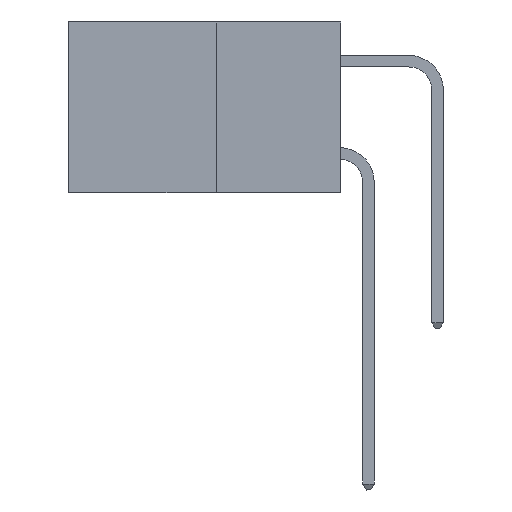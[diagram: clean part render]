
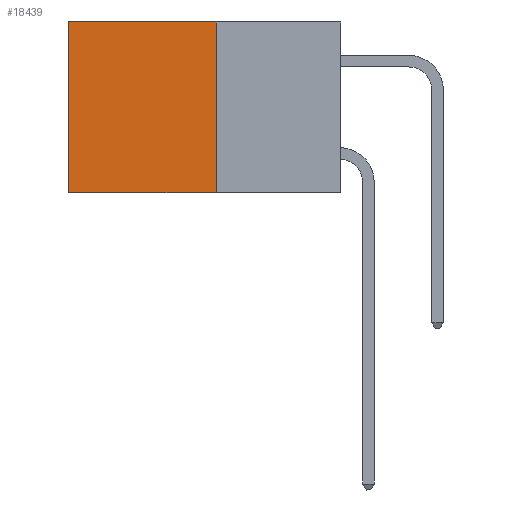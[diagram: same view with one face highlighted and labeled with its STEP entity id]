
A CAD part, left-side view. The second image highlights one B-rep face of the part: STEP entity #18439.
In plain terms, the highlighted planar face has unit normal (-1, 0, 0).
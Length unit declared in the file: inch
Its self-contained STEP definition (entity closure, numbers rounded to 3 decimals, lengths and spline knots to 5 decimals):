
#319 = VECTOR ( 'NONE', #8108, 39.37008 ) ;
#1017 = LINE ( 'NONE', #27090, #319 ) ;
#1533 = VERTEX_POINT ( 'NONE', #8783 ) ;
#1971 = VECTOR ( 'NONE', #9468, 39.37008 ) ;
#2077 = ORIENTED_EDGE ( 'NONE', *, *, #9384, .T. ) ;
#2213 = VECTOR ( 'NONE', #21410, 39.37008 ) ;
#3249 = CARTESIAN_POINT ( 'NONE',  ( 0.277, 0.59, -0.37 ) ) ;
#3578 = DIRECTION ( 'NONE',  ( 0., 0., -1. ) ) ;
#6143 = CARTESIAN_POINT ( 'NONE',  ( 0.277, 0.27, -0.37 ) ) ;
#7252 = VERTEX_POINT ( 'NONE', #9931 ) ;
#7537 = ORIENTED_EDGE ( 'NONE', *, *, #24219, .F. ) ;
#8108 = DIRECTION ( 'NONE',  ( 0., 1., 0. ) ) ;
#8204 = VECTOR ( 'NONE', #3578, 39.37008 ) ;
#8644 = FACE_OUTER_BOUND ( 'NONE', #27713, .T. ) ;
#8783 = CARTESIAN_POINT ( 'NONE',  ( 0.277, 0.59, 0. ) ) ;
#9384 = EDGE_CURVE ( 'NONE', #7252, #1533, #25089, .T. ) ;
#9468 = DIRECTION ( 'NONE',  ( 0., 0., -1. ) ) ;
#9544 = LINE ( 'NONE', #18743, #8204 ) ;
#9838 = VERTEX_POINT ( 'NONE', #3249 ) ;
#9931 = CARTESIAN_POINT ( 'NONE',  ( 0.277, 0.27, 0. ) ) ;
#10535 = DIRECTION ( 'NONE',  ( 0., 0., -1. ) ) ;
#13630 = LINE ( 'NONE', #18035, #1971 ) ;
#14334 = CARTESIAN_POINT ( 'NONE',  ( 0.277, 0.27, -0.37 ) ) ;
#14807 = EDGE_CURVE ( 'NONE', #1533, #9838, #9544, .T. ) ;
#18035 = CARTESIAN_POINT ( 'NONE',  ( 0.277, 0.27, -0.37 ) ) ;
#18439 = ADVANCED_FACE ( 'NONE', ( #8644 ), #21182, .F. ) ;
#18743 = CARTESIAN_POINT ( 'NONE',  ( 0.277, 0.59, -0.37 ) ) ;
#20033 = VERTEX_POINT ( 'NONE', #14334 ) ;
#21182 = PLANE ( 'NONE',  #26634 ) ;
#21330 = CARTESIAN_POINT ( 'NONE',  ( 0.277, 0.27, 0. ) ) ;
#21410 = DIRECTION ( 'NONE',  ( 0., 1., 0. ) ) ;
#23264 = DIRECTION ( 'NONE',  ( 1., 0., 0. ) ) ;
#23882 = ORIENTED_EDGE ( 'NONE', *, *, #14807, .T. ) ;
#24219 = EDGE_CURVE ( 'NONE', #7252, #20033, #13630, .T. ) ;
#24930 = ORIENTED_EDGE ( 'NONE', *, *, #27353, .F. ) ;
#25089 = LINE ( 'NONE', #21330, #2213 ) ;
#26634 = AXIS2_PLACEMENT_3D ( 'NONE', #6143, #23264, #10535 ) ;
#27090 = CARTESIAN_POINT ( 'NONE',  ( 0.277, 0.27, -0.37 ) ) ;
#27353 = EDGE_CURVE ( 'NONE', #20033, #9838, #1017, .T. ) ;
#27713 = EDGE_LOOP ( 'NONE', ( #23882, #24930, #7537, #2077 ) ) ;
